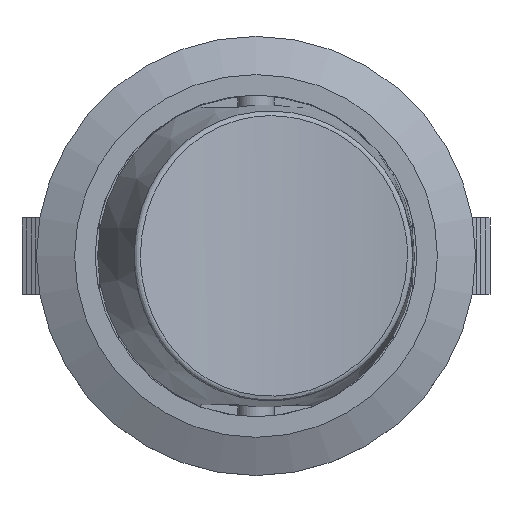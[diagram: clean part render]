
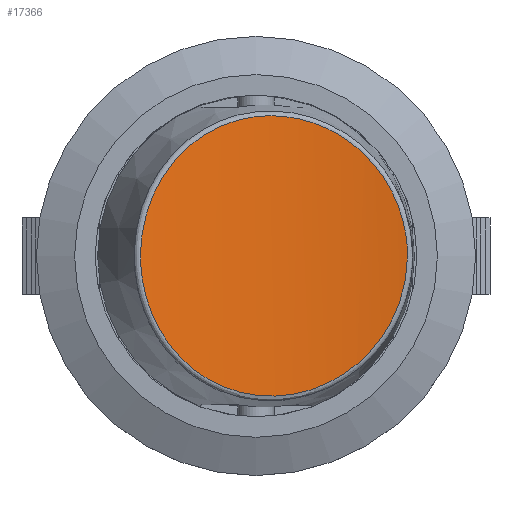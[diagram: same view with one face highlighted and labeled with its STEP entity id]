
A CAD part, top view. The second image highlights one B-rep face of the part: STEP entity #17366.
In plain terms, the highlighted cylindrical face has radius 27.555 mm (diameter 55.109 mm), a partial arc.
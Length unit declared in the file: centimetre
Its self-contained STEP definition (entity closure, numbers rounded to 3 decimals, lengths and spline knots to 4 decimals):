
#668=CYLINDRICAL_SURFACE('',#18410,2.7555);
#3410=FACE_OUTER_BOUND('',#4435,.T.);
#4435=EDGE_LOOP('',(#11410));
#5556=B_SPLINE_CURVE_WITH_KNOTS('',3,(#22730,#22731,#22732,#22733,#22734,
#22735,#22736,#22737,#22738,#22739,#22740,#22741,#22742,#22743,#22744,#22745,
#22746,#22747),.UNSPECIFIED.,.T.,.F.,(4,1,1,1,1,1,1,1,1,1,1,1,1,1,1,4),
(2.2793,2.6049,2.9305,3.2561,3.5817,
3.9074,4.233,4.45,4.8842,5.2098,
5.2912,5.5354,5.861,6.1867,6.5123,
6.8379),.UNSPECIFIED.);
#6821=VERTEX_POINT('',#22728);
#8639=EDGE_CURVE('',#6821,#6821,#5556,.T.);
#11410=ORIENTED_EDGE('',*,*,#8639,.F.);
#17366=ADVANCED_FACE('',(#3410),#668,.F.);
#18410=AXIS2_PLACEMENT_3D('',#22811,#19414,#19415);
#19414=DIRECTION('center_axis',(0.,-1.,0.));
#19415=DIRECTION('ref_axis',(-0.096,0.,0.995));
#22728=CARTESIAN_POINT('',(0.7932,0.0004,0.2785));
#22730=CARTESIAN_POINT('Ctrl Pts',(0.7932,0.0004,
0.2785));
#22731=CARTESIAN_POINT('Ctrl Pts',(0.7933,-0.1082,
0.2785));
#22732=CARTESIAN_POINT('Ctrl Pts',(0.7444,-0.3256,
0.2737));
#22733=CARTESIAN_POINT('Ctrl Pts',(0.5398,-0.59,
0.2643));
#22734=CARTESIAN_POINT('Ctrl Pts',(0.2412,-0.7408,
0.2799));
#22735=CARTESIAN_POINT('Ctrl Pts',(-0.0857,-0.7405,
0.3375));
#22736=CARTESIAN_POINT('Ctrl Pts',(-0.3709,-0.5904,
0.4249));
#22737=CARTESIAN_POINT('Ctrl Pts',(-0.5391,-0.3553,
0.4946));
#22738=CARTESIAN_POINT('Ctrl Pts',(-0.6268,-0.0395,
0.5356));
#22739=CARTESIAN_POINT('Ctrl Pts',(-0.5819,0.2963,
0.5131));
#22740=CARTESIAN_POINT('Ctrl Pts',(-0.4182,0.5239,
0.4445));
#22741=CARTESIAN_POINT('Ctrl Pts',(-0.2527,0.6526,
0.3887));
#22742=CARTESIAN_POINT('Ctrl Pts',(-0.058,0.7408,
0.3326));
#22743=CARTESIAN_POINT('Ctrl Pts',(0.2414,0.7404,
0.28));
#22744=CARTESIAN_POINT('Ctrl Pts',(0.5387,0.5908,
0.2643));
#22745=CARTESIAN_POINT('Ctrl Pts',(0.7443,0.3261,
0.2737));
#22746=CARTESIAN_POINT('Ctrl Pts',(0.7932,0.109,0.2785));
#22747=CARTESIAN_POINT('Ctrl Pts',(0.7932,0.0004,
0.2785));
#22811=CARTESIAN_POINT('Origin',(0.5566,0.,
3.0238));
